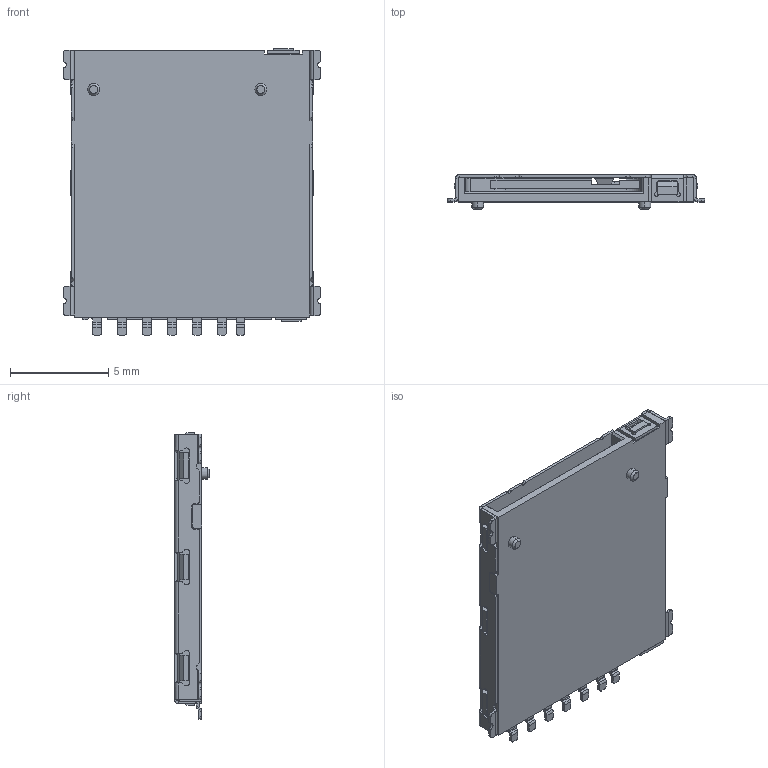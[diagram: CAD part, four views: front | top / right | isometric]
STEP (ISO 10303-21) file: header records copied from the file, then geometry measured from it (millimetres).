
FILE_DESCRIPTION (( 'STEP AP214' ), '1' );
FILE_NAME ('NSIM-1-A.STEP', '2024-08-08T07:58:37', ( '' ), ( '' ), 'SwSTEP 2.0', 'SolidWorks 2021', '' );
FILE_SCHEMA (( 'AUTOMOTIVE_DESIGN' ));
Length unit declared in the file: millimetre
Products named in the file (1): NSIM-1-A
Bounding box: 13.09 x 1.75 x 14.57 mm (x, y, z)
Volume: 150.1 mm3; surface area: 826.6 mm2
Topology: 9 solids, 9 shells, 669 faces, 1720 edges, 1060 vertices
Faces by surface type: plane 434, cylinder 229, cone 4, bspline 2
Entity records: 20234 total; most frequent: CARTESIAN_POINT 3590, DIRECTION 3484, ORIENTED_EDGE 3440, EDGE_CURVE 1720, LINE 1228, VECTOR 1228, AXIS2_PLACEMENT_3D 1128, VERTEX_POINT 1060
